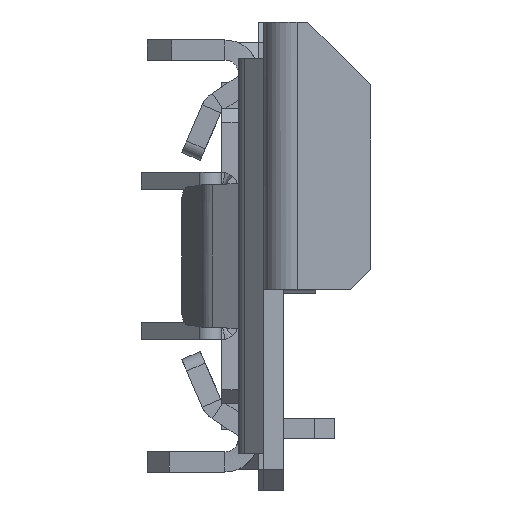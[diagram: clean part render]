
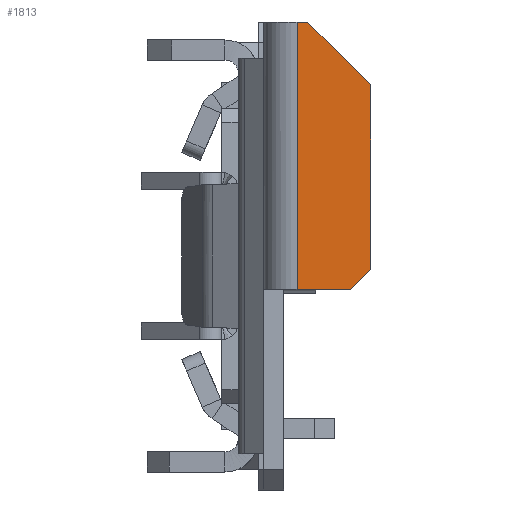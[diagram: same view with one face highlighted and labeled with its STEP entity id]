
A CAD part, left-side view. The second image highlights one B-rep face of the part: STEP entity #1813.
In plain terms, the highlighted planar face has unit normal (-1, 0, 0).
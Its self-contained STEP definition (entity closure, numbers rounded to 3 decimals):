
#3 = EDGE_CURVE ( 'NONE', #2646, #9945, #6680, .T. ) ;
#741 = PLANE ( 'NONE',  #4056 ) ;
#814 = DIRECTION ( 'NONE',  ( 0., 0., 1. ) ) ;
#1100 = LINE ( 'NONE', #2097, #10802 ) ;
#1322 = ORIENTED_EDGE ( 'NONE', *, *, #9506, .T. ) ;
#1393 = DIRECTION ( 'NONE',  ( 0., -0.707, 0.707 ) ) ;
#1579 = CARTESIAN_POINT ( 'NONE',  ( -66.15, -2.5, 17.5 ) ) ;
#1644 = CARTESIAN_POINT ( 'NONE',  ( -66.15, 0., 17.5 ) ) ;
#1723 = VERTEX_POINT ( 'NONE', #5407 ) ;
#1813 = ADVANCED_FACE ( 'NONE', ( #4915 ), #741, .F. ) ;
#2082 = CARTESIAN_POINT ( 'NONE',  ( -66.15, -8., -1. ) ) ;
#2097 = CARTESIAN_POINT ( 'NONE',  ( -66.15, -8., 0. ) ) ;
#2257 = CARTESIAN_POINT ( 'NONE',  ( -66.15, -3.3, 17.5 ) ) ;
#2607 = EDGE_CURVE ( 'NONE', #2686, #9945, #8331, .T. ) ;
#2646 = VERTEX_POINT ( 'NONE', #6671 ) ;
#2686 = VERTEX_POINT ( 'NONE', #4213 ) ;
#2823 = LINE ( 'NONE', #9736, #4131 ) ;
#3367 = VECTOR ( 'NONE', #814, 1000. ) ;
#3840 = ORIENTED_EDGE ( 'NONE', *, *, #3, .T. ) ;
#4056 = AXIS2_PLACEMENT_3D ( 'NONE', #7435, #10779, #9739 ) ;
#4131 = VECTOR ( 'NONE', #1393, 1000. ) ;
#4213 = CARTESIAN_POINT ( 'NONE',  ( -66.15, -2.5, -2.5 ) ) ;
#4223 = VECTOR ( 'NONE', #9099, 1000. ) ;
#4684 = DIRECTION ( 'NONE',  ( 0., 0., 1. ) ) ;
#4915 = FACE_OUTER_BOUND ( 'NONE', #6045, .T. ) ;
#5172 = ORIENTED_EDGE ( 'NONE', *, *, #7713, .T. ) ;
#5181 = ORIENTED_EDGE ( 'NONE', *, *, #10734, .T. ) ;
#5355 = ORIENTED_EDGE ( 'NONE', *, *, #7527, .T. ) ;
#5407 = CARTESIAN_POINT ( 'NONE',  ( -66.15, -8., 12.8 ) ) ;
#5524 = VECTOR ( 'NONE', #5600, 1000. ) ;
#5600 = DIRECTION ( 'NONE',  ( 0., 0.707, 0.707 ) ) ;
#5936 = DIRECTION ( 'NONE',  ( 0., -1., 0. ) ) ;
#6045 = EDGE_LOOP ( 'NONE', ( #5181, #5355, #3840, #6821, #1322, #5172 ) ) ;
#6390 = CARTESIAN_POINT ( 'NONE',  ( -66.15, -6.5, -2.5 ) ) ;
#6571 = VERTEX_POINT ( 'NONE', #6390 ) ;
#6671 = CARTESIAN_POINT ( 'NONE',  ( -66.15, -3.3, 17.5 ) ) ;
#6680 = LINE ( 'NONE', #1644, #4223 ) ;
#6821 = ORIENTED_EDGE ( 'NONE', *, *, #2607, .F. ) ;
#7029 = VERTEX_POINT ( 'NONE', #2082 ) ;
#7102 = VECTOR ( 'NONE', #5936, 1000. ) ;
#7435 = CARTESIAN_POINT ( 'NONE',  ( -66.15, 0., 0. ) ) ;
#7522 = LINE ( 'NONE', #9326, #7102 ) ;
#7527 = EDGE_CURVE ( 'NONE', #1723, #2646, #9763, .T. ) ;
#7713 = EDGE_CURVE ( 'NONE', #6571, #7029, #2823, .T. ) ;
#8331 = LINE ( 'NONE', #1579, #3367 ) ;
#9099 = DIRECTION ( 'NONE',  ( 0., 1., 0. ) ) ;
#9211 = CARTESIAN_POINT ( 'NONE',  ( -66.15, -2.5, 17.5 ) ) ;
#9326 = CARTESIAN_POINT ( 'NONE',  ( -66.15, 0., -2.5 ) ) ;
#9506 = EDGE_CURVE ( 'NONE', #2686, #6571, #7522, .T. ) ;
#9736 = CARTESIAN_POINT ( 'NONE',  ( -66.15, -8., -1. ) ) ;
#9739 = DIRECTION ( 'NONE',  ( 0., 1., 0. ) ) ;
#9763 = LINE ( 'NONE', #2257, #5524 ) ;
#9945 = VERTEX_POINT ( 'NONE', #9211 ) ;
#10734 = EDGE_CURVE ( 'NONE', #7029, #1723, #1100, .T. ) ;
#10779 = DIRECTION ( 'NONE',  ( 1., 0., 0. ) ) ;
#10802 = VECTOR ( 'NONE', #4684, 1000. ) ;
